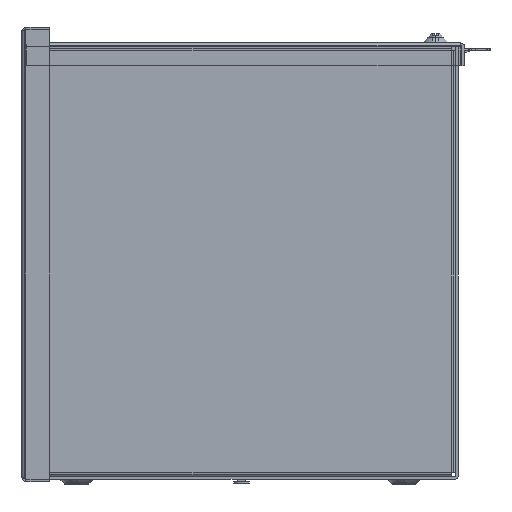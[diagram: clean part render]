
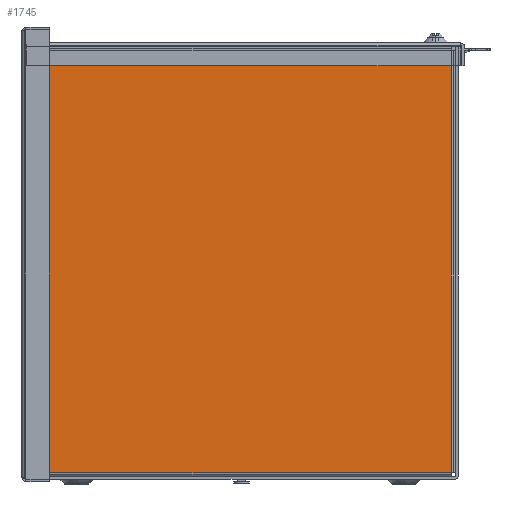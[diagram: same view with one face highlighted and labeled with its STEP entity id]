
A CAD part, left-side view. The second image highlights one B-rep face of the part: STEP entity #1745.
In plain terms, the highlighted planar face has unit normal (-1, 0, 0).
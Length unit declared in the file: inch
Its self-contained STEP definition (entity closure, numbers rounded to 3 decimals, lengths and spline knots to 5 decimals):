
#273 = EDGE_CURVE ( 'NONE', #42578, #42006, #31068, .T. ) ;
#535 = DIRECTION ( 'NONE',  ( 0., 0., 1. ) ) ;
#1076 = CARTESIAN_POINT ( 'NONE',  ( -36., 5.819, 0.072 ) ) ;
#1594 = ORIENTED_EDGE ( 'NONE', *, *, #41578, .T. ) ;
#1727 = CARTESIAN_POINT ( 'NONE',  ( -36., 5.944, 0.18 ) ) ;
#1745 = ADVANCED_FACE ( 'NONE', ( #41454 ), #26149, .T. ) ;
#1974 = ORIENTED_EDGE ( 'NONE', *, *, #17198, .T. ) ;
#3505 = VERTEX_POINT ( 'NONE', #11903 ) ;
#3649 = AXIS2_PLACEMENT_3D ( 'NONE', #5250, #18959, #16050 ) ;
#4331 = VECTOR ( 'NONE', #13920, 39.37008 ) ;
#4798 = CARTESIAN_POINT ( 'NONE',  ( -36., 5.819, 11.783 ) ) ;
#4891 = DIRECTION ( 'NONE',  ( 0., 0., -1. ) ) ;
#4950 = EDGE_CURVE ( 'NONE', #36528, #9930, #18766, .T. ) ;
#5066 = CARTESIAN_POINT ( 'NONE',  ( -36., 5.836, 11.783 ) ) ;
#5250 = CARTESIAN_POINT ( 'NONE',  ( -36., 5.944, 11.908 ) ) ;
#6354 = DIRECTION ( 'NONE',  ( 0., 0., 1. ) ) ;
#6711 = VECTOR ( 'NONE', #34376, 39.37008 ) ;
#6851 = CARTESIAN_POINT ( 'NONE',  ( -36., -5.767, 0.18 ) ) ;
#7151 = VECTOR ( 'NONE', #4891, 39.37008 ) ;
#7459 = ORIENTED_EDGE ( 'NONE', *, *, #31475, .T. ) ;
#9930 = VERTEX_POINT ( 'NONE', #41328 ) ;
#10417 = ORIENTED_EDGE ( 'NONE', *, *, #40322, .T. ) ;
#10433 = LINE ( 'NONE', #33559, #38812 ) ;
#10838 = CARTESIAN_POINT ( 'NONE',  ( -36., -5.892, 0.197 ) ) ;
#11098 = LINE ( 'NONE', #38492, #25432 ) ;
#11435 = VERTEX_POINT ( 'NONE', #18116 ) ;
#11736 = VERTEX_POINT ( 'NONE', #6851 ) ;
#11903 = CARTESIAN_POINT ( 'NONE',  ( -36., 5.819, 11.8 ) ) ;
#12447 = DIRECTION ( 'NONE',  ( 0., 0., 1. ) ) ;
#12674 = CARTESIAN_POINT ( 'NONE',  ( -36., 5.819, 11.783 ) ) ;
#13292 = ORIENTED_EDGE ( 'NONE', *, *, #15823, .T. ) ;
#13394 = LINE ( 'NONE', #31127, #41663 ) ;
#13636 = EDGE_CURVE ( 'NONE', #3505, #21297, #29750, .T. ) ;
#13920 = DIRECTION ( 'NONE',  ( 0., 1., 0. ) ) ;
#15185 = CARTESIAN_POINT ( 'NONE',  ( -36., 5.836, 11.908 ) ) ;
#15461 = DIRECTION ( 'NONE',  ( 0., -1., 0. ) ) ;
#15473 = EDGE_LOOP ( 'NONE', ( #26886, #13292, #42736, #10417, #16407, #33700, #42548, #38407, #1974, #7459, #1594, #28913 ) ) ;
#15823 = EDGE_CURVE ( 'NONE', #11435, #29528, #34124, .T. ) ;
#16050 = DIRECTION ( 'NONE',  ( 0., 0., -1. ) ) ;
#16187 = EDGE_CURVE ( 'NONE', #42006, #11435, #10433, .T. ) ;
#16407 = ORIENTED_EDGE ( 'NONE', *, *, #13636, .T. ) ;
#17073 = CARTESIAN_POINT ( 'NONE',  ( -36., 5.819, 0.197 ) ) ;
#17198 = EDGE_CURVE ( 'NONE', #40515, #29923, #28278, .T. ) ;
#18116 = CARTESIAN_POINT ( 'NONE',  ( -36., -5.784, 11.783 ) ) ;
#18766 = LINE ( 'NONE', #15185, #31096 ) ;
#18786 = EDGE_CURVE ( 'NONE', #29528, #25430, #13394, .T. ) ;
#18959 = DIRECTION ( 'NONE',  ( -1., 0., 0. ) ) ;
#21204 = CARTESIAN_POINT ( 'NONE',  ( -36., 5.819, 0.197 ) ) ;
#21297 = VERTEX_POINT ( 'NONE', #12674 ) ;
#21410 = DIRECTION ( 'NONE',  ( 0., 1., 0. ) ) ;
#23992 = CARTESIAN_POINT ( 'NONE',  ( -36., 5.944, 11.8 ) ) ;
#25341 = LINE ( 'NONE', #1727, #38003 ) ;
#25430 = VERTEX_POINT ( 'NONE', #26055 ) ;
#25432 = VECTOR ( 'NONE', #21410, 39.37008 ) ;
#25683 = LINE ( 'NONE', #42760, #41142 ) ;
#25858 = CARTESIAN_POINT ( 'NONE',  ( -36., -5.784, 0.197 ) ) ;
#26055 = CARTESIAN_POINT ( 'NONE',  ( -36., -5.767, 11.8 ) ) ;
#26149 = PLANE ( 'NONE',  #3649 ) ;
#26886 = ORIENTED_EDGE ( 'NONE', *, *, #16187, .T. ) ;
#27581 = DIRECTION ( 'NONE',  ( 0., 1., 0. ) ) ;
#28037 = CARTESIAN_POINT ( 'NONE',  ( -36., -5.767, 11.783 ) ) ;
#28278 = LINE ( 'NONE', #1076, #7151 ) ;
#28913 = ORIENTED_EDGE ( 'NONE', *, *, #273, .T. ) ;
#29389 = CARTESIAN_POINT ( 'NONE',  ( -36., -5.767, 11.783 ) ) ;
#29528 = VERTEX_POINT ( 'NONE', #29389 ) ;
#29750 = LINE ( 'NONE', #4798, #30879 ) ;
#29923 = VERTEX_POINT ( 'NONE', #38009 ) ;
#30724 = CARTESIAN_POINT ( 'NONE',  ( -36., -5.767, 0.197 ) ) ;
#30879 = VECTOR ( 'NONE', #35582, 39.37008 ) ;
#31068 = LINE ( 'NONE', #10838, #40533 ) ;
#31096 = VECTOR ( 'NONE', #32474, 39.37008 ) ;
#31127 = CARTESIAN_POINT ( 'NONE',  ( -36., -5.767, 11.908 ) ) ;
#31475 = EDGE_CURVE ( 'NONE', #29923, #11736, #25341, .T. ) ;
#31495 = DIRECTION ( 'NONE',  ( 0., -1., 0. ) ) ;
#32474 = DIRECTION ( 'NONE',  ( 0., 0., -1. ) ) ;
#32649 = VECTOR ( 'NONE', #27581, 39.37008 ) ;
#33559 = CARTESIAN_POINT ( 'NONE',  ( -36., -5.784, 11.908 ) ) ;
#33700 = ORIENTED_EDGE ( 'NONE', *, *, #38332, .T. ) ;
#34124 = LINE ( 'NONE', #28037, #4331 ) ;
#34376 = DIRECTION ( 'NONE',  ( 0., -1., 0. ) ) ;
#35242 = LINE ( 'NONE', #17073, #6711 ) ;
#35582 = DIRECTION ( 'NONE',  ( 0., 0., -1. ) ) ;
#36528 = VERTEX_POINT ( 'NONE', #5066 ) ;
#37225 = LINE ( 'NONE', #23992, #32649 ) ;
#38003 = VECTOR ( 'NONE', #15461, 39.37008 ) ;
#38009 = CARTESIAN_POINT ( 'NONE',  ( -36., 5.819, 0.18 ) ) ;
#38332 = EDGE_CURVE ( 'NONE', #21297, #36528, #11098, .T. ) ;
#38407 = ORIENTED_EDGE ( 'NONE', *, *, #42213, .T. ) ;
#38492 = CARTESIAN_POINT ( 'NONE',  ( -36., 5.944, 11.783 ) ) ;
#38812 = VECTOR ( 'NONE', #6354, 39.37008 ) ;
#40322 = EDGE_CURVE ( 'NONE', #25430, #3505, #37225, .T. ) ;
#40515 = VERTEX_POINT ( 'NONE', #21204 ) ;
#40533 = VECTOR ( 'NONE', #31495, 39.37008 ) ;
#41142 = VECTOR ( 'NONE', #12447, 39.37008 ) ;
#41328 = CARTESIAN_POINT ( 'NONE',  ( -36., 5.836, 0.197 ) ) ;
#41454 = FACE_OUTER_BOUND ( 'NONE', #15473, .T. ) ;
#41578 = EDGE_CURVE ( 'NONE', #11736, #42578, #25683, .T. ) ;
#41663 = VECTOR ( 'NONE', #535, 39.37008 ) ;
#42006 = VERTEX_POINT ( 'NONE', #25858 ) ;
#42213 = EDGE_CURVE ( 'NONE', #9930, #40515, #35242, .T. ) ;
#42548 = ORIENTED_EDGE ( 'NONE', *, *, #4950, .T. ) ;
#42578 = VERTEX_POINT ( 'NONE', #30724 ) ;
#42736 = ORIENTED_EDGE ( 'NONE', *, *, #18786, .T. ) ;
#42760 = CARTESIAN_POINT ( 'NONE',  ( -36., -5.767, 0.197 ) ) ;
